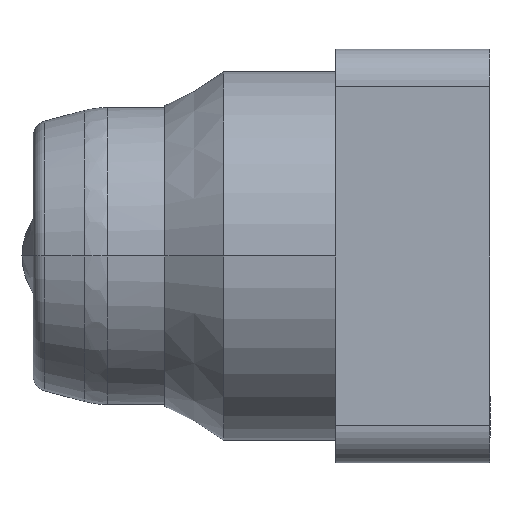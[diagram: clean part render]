
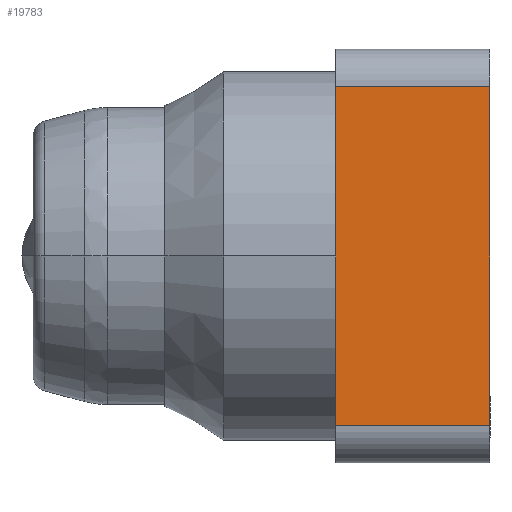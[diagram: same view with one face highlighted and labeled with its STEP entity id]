
A CAD part, left-side view. The second image highlights one B-rep face of the part: STEP entity #19783.
In plain terms, the highlighted planar face has unit normal (-1, 0, 0).
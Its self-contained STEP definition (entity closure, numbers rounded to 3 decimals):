
#1522 = CARTESIAN_POINT ( 'NONE',  ( -0.061, 28.043, 77.972 ) ) ;
#3182 = EDGE_CURVE ( 'NONE', #19448, #25655, #21585, .T. ) ;
#3694 = CARTESIAN_POINT ( 'NONE',  ( -0.061, 48.543, 27.972 ) ) ;
#6600 = DIRECTION ( 'NONE',  ( 0., 0., -1. ) ) ;
#6788 = AXIS2_PLACEMENT_3D ( 'NONE', #19539, #24556, #32495 ) ;
#8010 = ORIENTED_EDGE ( 'NONE', *, *, #3182, .T. ) ;
#9023 = CARTESIAN_POINT ( 'NONE',  ( -0.061, 28.043, 77.972 ) ) ;
#9374 = VERTEX_POINT ( 'NONE', #23349 ) ;
#9592 = CARTESIAN_POINT ( 'NONE',  ( -0.061, 28.043, 32.972 ) ) ;
#9654 = CARTESIAN_POINT ( 'NONE',  ( -0.061, 28.043, 77.972 ) ) ;
#11542 = VECTOR ( 'NONE', #17005, 1000. ) ;
#12242 = VERTEX_POINT ( 'NONE', #16290 ) ;
#13668 = LINE ( 'NONE', #9592, #22310 ) ;
#14771 = FACE_OUTER_BOUND ( 'NONE', #31185, .T. ) ;
#16290 = CARTESIAN_POINT ( 'NONE',  ( -0.061, 48.543, 32.972 ) ) ;
#17005 = DIRECTION ( 'NONE',  ( 0., 0., 1. ) ) ;
#17577 = EDGE_CURVE ( 'NONE', #12242, #9374, #13668, .T. ) ;
#18301 = VECTOR ( 'NONE', #19840, 1000. ) ;
#19448 = VERTEX_POINT ( 'NONE', #1522 ) ;
#19539 = CARTESIAN_POINT ( 'NONE',  ( -0.061, 28.043, 27.972 ) ) ;
#19644 = PLANE ( 'NONE',  #6788 ) ;
#19783 = ADVANCED_FACE ( 'NONE', ( #14771 ), #19644, .F. ) ;
#19840 = DIRECTION ( 'NONE',  ( 0., 1., 0. ) ) ;
#20764 = ORIENTED_EDGE ( 'NONE', *, *, #17577, .T. ) ;
#20919 = VECTOR ( 'NONE', #6600, 1000. ) ;
#21373 = ORIENTED_EDGE ( 'NONE', *, *, #28051, .F. ) ;
#21585 = LINE ( 'NONE', #9654, #18301 ) ;
#22310 = VECTOR ( 'NONE', #32954, 1000. ) ;
#23349 = CARTESIAN_POINT ( 'NONE',  ( -0.061, 28.043, 32.972 ) ) ;
#24556 = DIRECTION ( 'NONE',  ( 1., 0., 0. ) ) ;
#25655 = VERTEX_POINT ( 'NONE', #32699 ) ;
#26228 = ORIENTED_EDGE ( 'NONE', *, *, #30924, .F. ) ;
#27430 = LINE ( 'NONE', #9023, #20919 ) ;
#27589 = LINE ( 'NONE', #3694, #11542 ) ;
#28051 = EDGE_CURVE ( 'NONE', #19448, #9374, #27430, .T. ) ;
#30924 = EDGE_CURVE ( 'NONE', #12242, #25655, #27589, .T. ) ;
#31185 = EDGE_LOOP ( 'NONE', ( #26228, #20764, #21373, #8010 ) ) ;
#32495 = DIRECTION ( 'NONE',  ( 0., 1., 0. ) ) ;
#32699 = CARTESIAN_POINT ( 'NONE',  ( -0.061, 48.543, 77.972 ) ) ;
#32954 = DIRECTION ( 'NONE',  ( 0., -1., 0. ) ) ;
